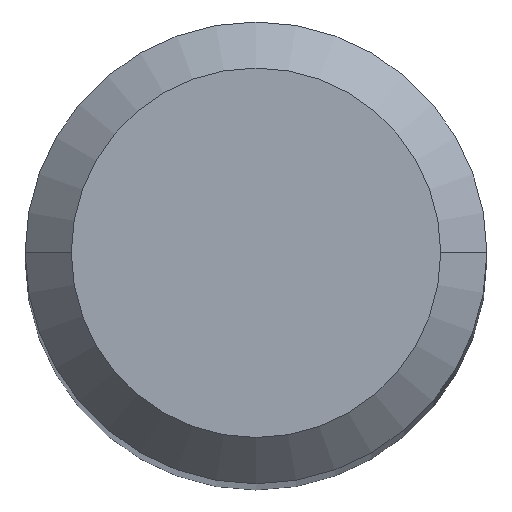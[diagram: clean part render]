
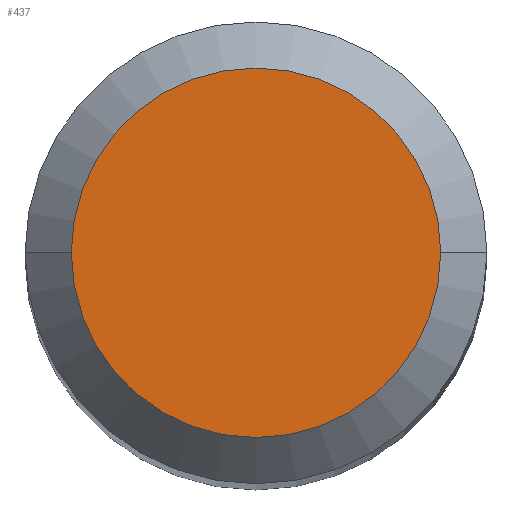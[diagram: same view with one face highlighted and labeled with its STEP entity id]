
A CAD part, top view. The second image highlights one B-rep face of the part: STEP entity #437.
In plain terms, the highlighted planar face has unit normal (0, 0, 1).
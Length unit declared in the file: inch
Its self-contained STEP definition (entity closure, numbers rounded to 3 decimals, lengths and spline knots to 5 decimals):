
#2 = DIRECTION ( 'NONE',  ( 1., 0., 0. ) ) ;
#11 = ORIENTED_EDGE ( 'NONE', *, *, #452, .T. ) ;
#33 = VERTEX_POINT ( 'NONE', #236 ) ;
#37 = DIRECTION ( 'NONE',  ( 0., 0., 1. ) ) ;
#70 = DIRECTION ( 'NONE',  ( 0., 0., 1. ) ) ;
#107 = ORIENTED_EDGE ( 'NONE', *, *, #220, .T. ) ;
#129 = DIRECTION ( 'NONE',  ( -1., 0., 0. ) ) ;
#166 = CIRCLE ( 'NONE', #453, 0.09448 ) ;
#220 = EDGE_CURVE ( 'NONE', #421, #33, #342, .T. ) ;
#236 = CARTESIAN_POINT ( 'NONE',  ( -0.09448, 0., 0. ) ) ;
#242 = FACE_OUTER_BOUND ( 'NONE', #376, .T. ) ;
#270 = CARTESIAN_POINT ( 'NONE',  ( 0., 0., 0. ) ) ;
#335 = CARTESIAN_POINT ( 'NONE',  ( 0., 0., 0. ) ) ;
#342 = CIRCLE ( 'NONE', #364, 0.09448 ) ;
#355 = CARTESIAN_POINT ( 'NONE',  ( 0., 0., 0. ) ) ;
#364 = AXIS2_PLACEMENT_3D ( 'NONE', #270, #70, #499 ) ;
#369 = PLANE ( 'NONE',  #493 ) ;
#376 = EDGE_LOOP ( 'NONE', ( #11, #107 ) ) ;
#391 = DIRECTION ( 'NONE',  ( 0., 0., -1. ) ) ;
#421 = VERTEX_POINT ( 'NONE', #432 ) ;
#432 = CARTESIAN_POINT ( 'NONE',  ( 0.09448, 0., 0. ) ) ;
#437 = ADVANCED_FACE ( 'NONE', ( #242 ), #369, .F. ) ;
#452 = EDGE_CURVE ( 'NONE', #33, #421, #166, .T. ) ;
#453 = AXIS2_PLACEMENT_3D ( 'NONE', #355, #37, #2 ) ;
#493 = AXIS2_PLACEMENT_3D ( 'NONE', #335, #391, #129 ) ;
#499 = DIRECTION ( 'NONE',  ( 1., 0., 0. ) ) ;
